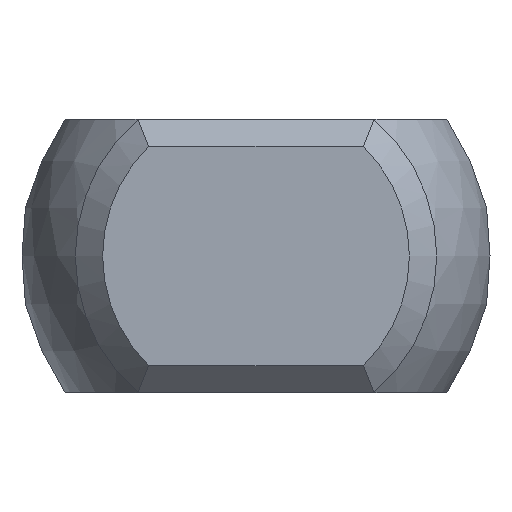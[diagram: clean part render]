
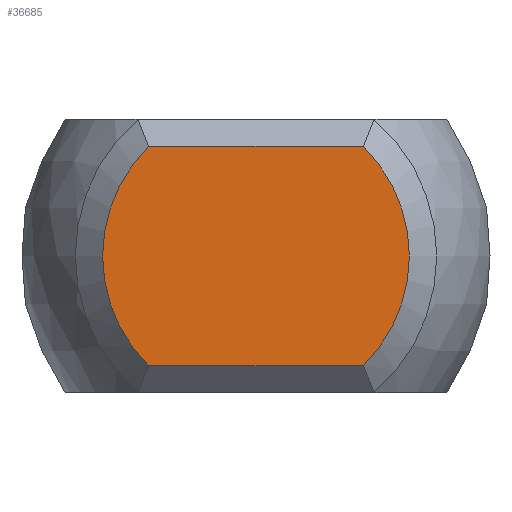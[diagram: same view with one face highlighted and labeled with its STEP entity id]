
A CAD part, left-side view. The second image highlights one B-rep face of the part: STEP entity #36685.
In plain terms, the highlighted planar face has unit normal (-1, 0, 0).
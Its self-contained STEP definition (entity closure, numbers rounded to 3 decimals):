
#35086 = PLANE('',#35087);
#35087 = AXIS2_PLACEMENT_3D('',#35088,#35089,#35090);
#35088 = CARTESIAN_POINT('',(-24.75,3.125,2.25));
#35089 = DIRECTION('',(-0.707,0.,0.707));
#35090 = DIRECTION('',(0.707,0.,0.707));
#36329 = EDGE_CURVE('',#36330,#36332,#36334,.T.);
#36330 = VERTEX_POINT('',#36331);
#36331 = CARTESIAN_POINT('',(-25.,-1.96,-2.));
#36332 = VERTEX_POINT('',#36333);
#36333 = CARTESIAN_POINT('',(-25.,1.96,-2.));
#36334 = SURFACE_CURVE('',#36335,(#36339,#36351),.PCURVE_S1.);
#36335 = LINE('',#36336,#36337);
#36336 = CARTESIAN_POINT('',(-25.,-3.125,-2.));
#36337 = VECTOR('',#36338,1.);
#36338 = DIRECTION('',(0.,1.,0.));
#36339 = PCURVE('',#36340,#36345);
#36340 = PLANE('',#36341);
#36341 = AXIS2_PLACEMENT_3D('',#36342,#36343,#36344);
#36342 = CARTESIAN_POINT('',(-24.75,-3.125,-2.25));
#36343 = DIRECTION('',(-0.707,0.,
    -0.707));
#36344 = DIRECTION('',(-0.707,0.,0.707));
#36345 = DEFINITIONAL_REPRESENTATION('',(#36346),#36350);
#36346 = LINE('',#36347,#36348);
#36347 = CARTESIAN_POINT('',(0.354,0.));
#36348 = VECTOR('',#36349,1.);
#36349 = DIRECTION('',(0.,1.));
#36350 = ( GEOMETRIC_REPRESENTATION_CONTEXT(2) 
PARAMETRIC_REPRESENTATION_CONTEXT() REPRESENTATION_CONTEXT('2D SPACE',''
  ) );
#36351 = PCURVE('',#36352,#36357);
#36352 = PLANE('',#36353);
#36353 = AXIS2_PLACEMENT_3D('',#36354,#36355,#36356);
#36354 = CARTESIAN_POINT('',(-25.,0.,0.));
#36355 = DIRECTION('',(1.,0.,0.));
#36356 = DIRECTION('',(0.,0.,-1.));
#36357 = DEFINITIONAL_REPRESENTATION('',(#36358),#36362);
#36358 = LINE('',#36359,#36360);
#36359 = CARTESIAN_POINT('',(2.,-3.125));
#36360 = VECTOR('',#36361,1.);
#36361 = DIRECTION('',(0.,1.));
#36362 = ( GEOMETRIC_REPRESENTATION_CONTEXT(2) 
PARAMETRIC_REPRESENTATION_CONTEXT() REPRESENTATION_CONTEXT('2D SPACE',''
  ) );
#36382 = CONICAL_SURFACE('',#36383,3.05,0.785);
#36383 = AXIS2_PLACEMENT_3D('',#36384,#36385,#36386);
#36384 = CARTESIAN_POINT('',(-24.75,0.,0.));
#36385 = DIRECTION('',(1.,0.,0.));
#36386 = DIRECTION('',(-0.,1.,0.));
#36432 = CONICAL_SURFACE('',#36433,3.05,0.785);
#36433 = AXIS2_PLACEMENT_3D('',#36434,#36435,#36436);
#36434 = CARTESIAN_POINT('',(-24.75,0.,0.));
#36435 = DIRECTION('',(1.,0.,0.));
#36436 = DIRECTION('',(0.,-1.,0.));
#36446 = EDGE_CURVE('',#36447,#36449,#36451,.T.);
#36447 = VERTEX_POINT('',#36448);
#36448 = CARTESIAN_POINT('',(-25.,1.96,2.));
#36449 = VERTEX_POINT('',#36450);
#36450 = CARTESIAN_POINT('',(-25.,-1.96,2.));
#36451 = SURFACE_CURVE('',#36452,(#36456,#36463),.PCURVE_S1.);
#36452 = LINE('',#36453,#36454);
#36453 = CARTESIAN_POINT('',(-25.,3.125,2.));
#36454 = VECTOR('',#36455,1.);
#36455 = DIRECTION('',(0.,-1.,0.));
#36456 = PCURVE('',#35086,#36457);
#36457 = DEFINITIONAL_REPRESENTATION('',(#36458),#36462);
#36458 = LINE('',#36459,#36460);
#36459 = CARTESIAN_POINT('',(-0.354,0.));
#36460 = VECTOR('',#36461,1.);
#36461 = DIRECTION('',(0.,-1.));
#36462 = ( GEOMETRIC_REPRESENTATION_CONTEXT(2) 
PARAMETRIC_REPRESENTATION_CONTEXT() REPRESENTATION_CONTEXT('2D SPACE',''
  ) );
#36463 = PCURVE('',#36352,#36464);
#36464 = DEFINITIONAL_REPRESENTATION('',(#36465),#36469);
#36465 = LINE('',#36466,#36467);
#36466 = CARTESIAN_POINT('',(-2.,3.125));
#36467 = VECTOR('',#36468,1.);
#36468 = DIRECTION('',(0.,-1.));
#36469 = ( GEOMETRIC_REPRESENTATION_CONTEXT(2) 
PARAMETRIC_REPRESENTATION_CONTEXT() REPRESENTATION_CONTEXT('2D SPACE',''
  ) );
#36542 = EDGE_CURVE('',#36449,#36330,#36543,.T.);
#36543 = SURFACE_CURVE('',#36544,(#36549,#36556),.PCURVE_S1.);
#36544 = CIRCLE('',#36545,2.8);
#36545 = AXIS2_PLACEMENT_3D('',#36546,#36547,#36548);
#36546 = CARTESIAN_POINT('',(-25.,0.,0.));
#36547 = DIRECTION('',(1.,0.,0.));
#36548 = DIRECTION('',(0.,-1.,0.));
#36549 = PCURVE('',#36432,#36550);
#36550 = DEFINITIONAL_REPRESENTATION('',(#36551),#36555);
#36551 = LINE('',#36552,#36553);
#36552 = CARTESIAN_POINT('',(-6.283,-0.25));
#36553 = VECTOR('',#36554,1.);
#36554 = DIRECTION('',(1.,0.));
#36555 = ( GEOMETRIC_REPRESENTATION_CONTEXT(2) 
PARAMETRIC_REPRESENTATION_CONTEXT() REPRESENTATION_CONTEXT('2D SPACE',''
  ) );
#36556 = PCURVE('',#36352,#36557);
#36557 = DEFINITIONAL_REPRESENTATION('',(#36558),#36562);
#36558 = CIRCLE('',#36559,2.8);
#36559 = AXIS2_PLACEMENT_2D('',#36560,#36561);
#36560 = CARTESIAN_POINT('',(0.,0.));
#36561 = DIRECTION('',(0.,-1.));
#36562 = ( GEOMETRIC_REPRESENTATION_CONTEXT(2) 
PARAMETRIC_REPRESENTATION_CONTEXT() REPRESENTATION_CONTEXT('2D SPACE',''
  ) );
#36568 = EDGE_CURVE('',#36332,#36447,#36569,.T.);
#36569 = SURFACE_CURVE('',#36570,(#36575,#36582),.PCURVE_S1.);
#36570 = CIRCLE('',#36571,2.8);
#36571 = AXIS2_PLACEMENT_3D('',#36572,#36573,#36574);
#36572 = CARTESIAN_POINT('',(-25.,0.,0.));
#36573 = DIRECTION('',(1.,0.,0.));
#36574 = DIRECTION('',(-0.,1.,0.));
#36575 = PCURVE('',#36382,#36576);
#36576 = DEFINITIONAL_REPRESENTATION('',(#36577),#36581);
#36577 = LINE('',#36578,#36579);
#36578 = CARTESIAN_POINT('',(0.,-0.25));
#36579 = VECTOR('',#36580,1.);
#36580 = DIRECTION('',(1.,0.));
#36581 = ( GEOMETRIC_REPRESENTATION_CONTEXT(2) 
PARAMETRIC_REPRESENTATION_CONTEXT() REPRESENTATION_CONTEXT('2D SPACE',''
  ) );
#36582 = PCURVE('',#36352,#36583);
#36583 = DEFINITIONAL_REPRESENTATION('',(#36584),#36588);
#36584 = CIRCLE('',#36585,2.8);
#36585 = AXIS2_PLACEMENT_2D('',#36586,#36587);
#36586 = CARTESIAN_POINT('',(0.,0.));
#36587 = DIRECTION('',(0.,1.));
#36588 = ( GEOMETRIC_REPRESENTATION_CONTEXT(2) 
PARAMETRIC_REPRESENTATION_CONTEXT() REPRESENTATION_CONTEXT('2D SPACE',''
  ) );
#36685 = ADVANCED_FACE('',(#36686),#36352,.F.);
#36686 = FACE_BOUND('',#36687,.T.);
#36687 = EDGE_LOOP('',(#36688,#36689,#36690,#36691));
#36688 = ORIENTED_EDGE('',*,*,#36446,.F.);
#36689 = ORIENTED_EDGE('',*,*,#36568,.F.);
#36690 = ORIENTED_EDGE('',*,*,#36329,.F.);
#36691 = ORIENTED_EDGE('',*,*,#36542,.F.);
